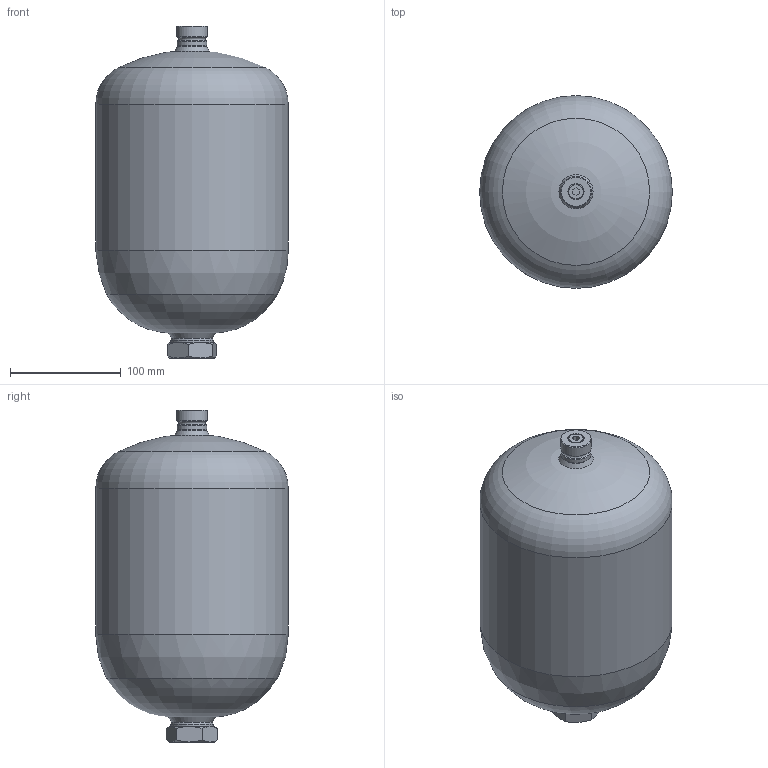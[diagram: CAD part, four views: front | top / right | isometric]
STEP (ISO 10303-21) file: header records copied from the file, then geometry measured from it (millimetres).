
FILE_DESCRIPTION(/* description */ ('Unknown'),/* implementation_level */ '2;1');
FILE_NAME(/* name */ 'AC.20550-001',/* time_stamp */ '2023-07-26T09:30:46+02:00',/* author */ ('Unknown'),/* organization */ ('Unknown'),/* preprocessor_version */ 'ST-DEVELOPER v18.102',/* originating_system */ 'Solid Edge',/* authorisation */ 'Unknown');
FILE_SCHEMA (('AUTOMOTIVE_DESIGN {1 0 10303 214 3 1 1}'));
Length unit declared in the file: millimetre
Products named in the file (7): 859_350.1315.072; SHELL 250 BAR; C3_1; G S N M28 X 1.5_15; AMW-3.5-P-250-C-C3-0-M_455_476_Fillet 2_oa_0; AMW-3.5-P-250-C-C3-0-M_455_476_Fillet 2_oa_1; M8 SCERW_12
Assembly tree (6 placements, depth 2):
  859_350.1315.072
    SHELL 250 BAR
    C3_1
    G S N M28 X 1.5_15
    AMW-3.5-P-250-C-C3-0-M_455_476_Fillet 2_oa_0
    AMW-3.5-P-250-C-C3-0-M_455_476_Fillet 2_oa_1
    M8 SCERW_12
Bounding box: 174 x 174 x 300 mm (x, y, z)
Volume: 5266739.4 mm3; surface area: 167040.6 mm2
Topology: 6 solids, 6 shells, 68 faces, 141 edges, 84 vertices
Faces by surface type: plane 26, cone 23, cylinder 11, torus 6, sphere 2
Full cylindrical faces by diameter (mm): 6.917 x1, 8 x1, 12.85 x1, 14.2 x1, 24.117 x2, 27 x1, 28 x1, 34 x1, 38 x1, 174 x1
Entity records: 2281 total; most frequent: CARTESIAN_POINT 443, DIRECTION 281, ORIENTED_EDGE 210, AXIS2_PLACEMENT_3D 125, FACE_BOUND 106, EDGE_CURVE 105, EDGE_LOOP 105, VERTEX_POINT 79
